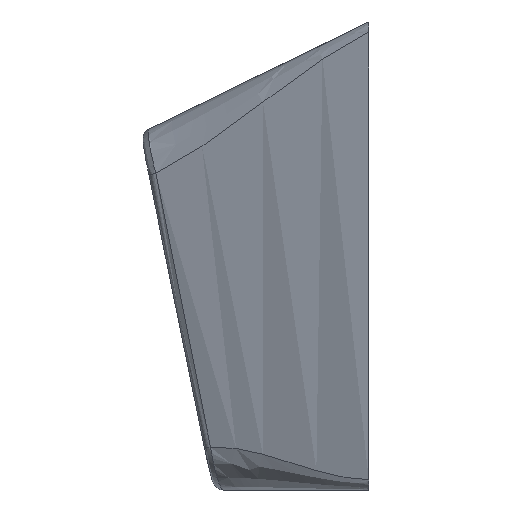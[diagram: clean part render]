
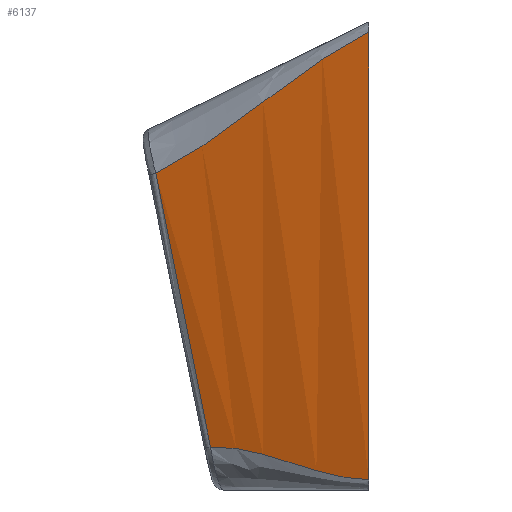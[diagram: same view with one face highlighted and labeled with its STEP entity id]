
A CAD part, left-side view. The second image highlights one B-rep face of the part: STEP entity #6137.
In plain terms, the highlighted free-form (B-spline) face has degree [3, 1] with [6, 2] control points.
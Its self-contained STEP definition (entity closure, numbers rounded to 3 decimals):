
#3783=VERTEX_POINT('',#3784);
#3784=CARTESIAN_POINT('',(2.905,8.192,-5.827));
#3904=VERTEX_POINT('',#3905);
#3905=CARTESIAN_POINT('',(2.886,6.093,-16.347));
#3911=EDGE_CURVE('',#3904,#3783,#3912,.F.);
#3912=B_SPLINE_CURVE_WITH_KNOTS('',3,(#3913,#3914,#3915,#3916,#3917,#3918,#3919,#3920,#3921,#3922),.UNSPECIFIED.,.F.,.U.,(4,2,2,2,4),(-5.158,0.,5.364,10.728,15.887),.UNSPECIFIED.);
#3913=CARTESIAN_POINT('',(2.913,9.209,-0.77));
#3914=CARTESIAN_POINT('',(2.91,8.869,-2.456));
#3915=CARTESIAN_POINT('',(2.908,8.53,-4.141));
#3916=CARTESIAN_POINT('',(2.902,7.84,-7.58));
#3917=CARTESIAN_POINT('',(2.899,7.489,-9.333));
#3918=CARTESIAN_POINT('',(2.893,6.789,-12.84));
#3919=CARTESIAN_POINT('',(2.889,6.44,-14.593));
#3920=CARTESIAN_POINT('',(2.883,5.759,-18.034));
#3921=CARTESIAN_POINT('',(2.88,5.426,-19.721));
#3922=CARTESIAN_POINT('',(2.877,5.095,-21.408));
#6013=EDGE_CURVE('',#3783,#6014,#6016,.F.);
#6014=VERTEX_POINT('',#6015);
#6015=CARTESIAN_POINT('',(0.0,0.0,-0.383));
#6016=B_SPLINE_CURVE_WITH_KNOTS('',4,(#6017,#6018,#6019,#6020,#6021,#6022,#6023,#6024,#6025,#6026,#6027,#6028,#6029,#6030,#6031,#6032,#6033,#6034,#6035,#6036,#6037,#6038,#6039,#6040,#6041,#6042,#6043,#6044,#6045,#6046,#6047,#6048,#6049,#6050,#6051,#6052,#6053,#6054,#6055,#6056,#6057),.UNSPECIFIED.,.F.,.U.,(5,4,4,4,4,4,4,4,4,4,5),(0.0,0.125,0.25,0.375,0.5,0.625,0.75,0.875,0.938,0.969,0.97),.UNSPECIFIED.);
#6017=CARTESIAN_POINT('',(0.,0.,-0.383));
#6018=CARTESIAN_POINT('',(0.092,0.267,-0.517));
#6019=CARTESIAN_POINT('',(0.185,0.539,-0.664));
#6020=CARTESIAN_POINT('',(0.28,0.815,-0.823));
#6021=CARTESIAN_POINT('',(0.377,1.096,-0.993));
#6022=CARTESIAN_POINT('',(0.464,1.35,-1.148));
#6023=CARTESIAN_POINT('',(0.555,1.612,-1.315));
#6024=CARTESIAN_POINT('',(0.648,1.881,-1.494));
#6025=CARTESIAN_POINT('',(0.744,2.157,-1.683));
#6026=CARTESIAN_POINT('',(0.827,2.394,-1.847));
#6027=CARTESIAN_POINT('',(0.915,2.647,-2.026));
#6028=CARTESIAN_POINT('',(1.008,2.914,-2.219));
#6029=CARTESIAN_POINT('',(1.107,3.195,-2.426));
#6030=CARTESIAN_POINT('',(1.177,3.392,-2.572));
#6031=CARTESIAN_POINT('',(1.261,3.63,-2.75));
#6032=CARTESIAN_POINT('',(1.359,3.906,-2.958));
#6033=CARTESIAN_POINT('',(1.471,4.222,-3.195));
#6034=CARTESIAN_POINT('',(1.613,4.619,-3.495));
#6035=CARTESIAN_POINT('',(1.722,4.922,-3.72));
#6036=CARTESIAN_POINT('',(1.798,5.131,-3.876));
#6037=CARTESIAN_POINT('',(1.84,5.249,-3.962));
#6038=CARTESIAN_POINT('',(1.946,5.542,-4.177));
#6039=CARTESIAN_POINT('',(2.044,5.813,-4.37));
#6040=CARTESIAN_POINT('',(2.134,6.062,-4.544));
#6041=CARTESIAN_POINT('',(2.217,6.289,-4.698));
#6042=CARTESIAN_POINT('',(2.321,6.575,-4.89));
#6043=CARTESIAN_POINT('',(2.419,6.847,-5.067));
#6044=CARTESIAN_POINT('',(2.514,7.107,-5.227));
#6045=CARTESIAN_POINT('',(2.604,7.355,-5.373));
#6046=CARTESIAN_POINT('',(2.654,7.495,-5.455));
#6047=CARTESIAN_POINT('',(2.704,7.633,-5.533));
#6048=CARTESIAN_POINT('',(2.753,7.769,-5.607));
#6049=CARTESIAN_POINT('',(2.801,7.902,-5.677));
#6050=CARTESIAN_POINT('',(2.821,7.959,-5.708));
#6051=CARTESIAN_POINT('',(2.845,8.025,-5.742));
#6052=CARTESIAN_POINT('',(2.871,8.098,-5.779));
#6053=CARTESIAN_POINT('',(2.9,8.179,-5.82));
#6054=CARTESIAN_POINT('',(2.901,8.182,-5.822));
#6055=CARTESIAN_POINT('',(2.903,8.186,-5.824));
#6056=CARTESIAN_POINT('',(2.904,8.189,-5.825));
#6057=CARTESIAN_POINT('',(2.905,8.192,-5.827));
#6137=ADVANCED_FACE('',(#6138),#6197,.F.);
#6138=FACE_BOUND('',#6139,.T.);
#6139=EDGE_LOOP('',(#6140,#6141,#6142,#6191));
#6140=ORIENTED_EDGE('',*,*,#6013,.F.);
#6141=ORIENTED_EDGE('',*,*,#3911,.F.);
#6142=ORIENTED_EDGE('',*,*,#6143,.T.);
#6143=EDGE_CURVE('',#3904,#6144,#6146,.T.);
#6144=VERTEX_POINT('',#6145);
#6145=CARTESIAN_POINT('',(0.0,0.0,-17.6));
#6146=B_SPLINE_CURVE_WITH_KNOTS('',4,(#6147,#6148,#6149,#6150,#6151,#6152,#6153,#6154,#6155,#6156,#6157,#6158,#6159,#6160,#6161,#6162,#6163,#6164,#6165,#6166,#6167,#6168,#6169,#6170,#6171,#6172,#6173,#6174,#6175,#6176,#6177,#6178,#6179,#6180,#6181,#6182,#6183,#6184,#6185,#6186,#6187,#6188,#6189,#6190),.UNSPECIFIED.,.F.,.U.,(5,4,4,4,4,4,4,3,4,4,4,5),(0.035,0.063,0.125,0.25,0.375,0.438,0.5,0.509,0.625,0.75,0.875,1.0),.UNSPECIFIED.);
#6147=CARTESIAN_POINT('',(2.886,6.093,-16.347));
#6148=CARTESIAN_POINT('',(2.862,6.042,-16.346));
#6149=CARTESIAN_POINT('',(2.842,5.999,-16.345));
#6150=CARTESIAN_POINT('',(2.826,5.965,-16.345));
#6151=CARTESIAN_POINT('',(2.813,5.938,-16.344));
#6152=CARTESIAN_POINT('',(2.767,5.839,-16.344));
#6153=CARTESIAN_POINT('',(2.721,5.739,-16.346));
#6154=CARTESIAN_POINT('',(2.675,5.64,-16.351));
#6155=CARTESIAN_POINT('',(2.629,5.54,-16.358));
#6156=CARTESIAN_POINT('',(2.544,5.358,-16.371));
#6157=CARTESIAN_POINT('',(2.456,5.165,-16.393));
#6158=CARTESIAN_POINT('',(2.362,4.961,-16.425));
#6159=CARTESIAN_POINT('',(2.263,4.746,-16.467));
#6160=CARTESIAN_POINT('',(2.186,4.577,-16.501));
#6161=CARTESIAN_POINT('',(2.099,4.389,-16.543));
#6162=CARTESIAN_POINT('',(2.004,4.181,-16.595));
#6163=CARTESIAN_POINT('',(1.899,3.954,-16.659));
#6164=CARTESIAN_POINT('',(1.862,3.873,-16.681));
#6165=CARTESIAN_POINT('',(1.819,3.78,-16.708));
#6166=CARTESIAN_POINT('',(1.77,3.675,-16.739));
#6167=CARTESIAN_POINT('',(1.716,3.558,-16.774));
#6168=CARTESIAN_POINT('',(1.67,3.459,-16.804));
#6169=CARTESIAN_POINT('',(1.624,3.36,-16.835));
#6170=CARTESIAN_POINT('',(1.578,3.261,-16.866));
#6171=CARTESIAN_POINT('',(1.531,3.163,-16.897));
#6172=CARTESIAN_POINT('',(1.523,3.146,-16.903));
#6173=CARTESIAN_POINT('',(1.516,3.129,-16.908));
#6174=CARTESIAN_POINT('',(1.508,3.112,-16.913));
#6175=CARTESIAN_POINT('',(1.404,2.89,-16.984));
#6176=CARTESIAN_POINT('',(1.315,2.701,-17.045));
#6177=CARTESIAN_POINT('',(1.233,2.529,-17.1));
#6178=CARTESIAN_POINT('',(1.158,2.371,-17.149));
#6179=CARTESIAN_POINT('',(1.055,2.157,-17.215));
#6180=CARTESIAN_POINT('',(0.958,1.954,-17.275));
#6181=CARTESIAN_POINT('',(0.865,1.762,-17.329));
#6182=CARTESIAN_POINT('',(0.777,1.581,-17.375));
#6183=CARTESIAN_POINT('',(0.676,1.372,-17.428));
#6184=CARTESIAN_POINT('',(0.578,1.172,-17.473));
#6185=CARTESIAN_POINT('',(0.483,0.978,-17.51));
#6186=CARTESIAN_POINT('',(0.39,0.79,-17.539));
#6187=CARTESIAN_POINT('',(0.291,0.589,-17.569));
#6188=CARTESIAN_POINT('',(0.193,0.391,-17.59));
#6189=CARTESIAN_POINT('',(0.096,0.194,-17.6));
#6190=CARTESIAN_POINT('',(0.,0.,-17.6));
#6191=ORIENTED_EDGE('',*,*,#6192,.T.);
#6192=EDGE_CURVE('',#6144,#6014,#6193,.T.);
#6193=LINE('',#6194,#6195);
#6194=CARTESIAN_POINT('',(0.0,0.0,0.0));
#6195=VECTOR('',#6196,1.0);
#6196=DIRECTION('',(0.0,0.0,1.0));
#6197=B_SPLINE_SURFACE_WITH_KNOTS('',3,1,((#6198,#6199),(#6200,#6201),(#6202,#6203),(#6204,#6205),(#6206,#6207),(#6208,#6209)),.UNSPECIFIED.,.F.,.F.,.U.,(4,2,4),(2,2),(0.0,0.5,1.0),(0.0,1.0),.UNSPECIFIED.);
#6198=CARTESIAN_POINT('',(0.0,0.0,-18.0));
#6199=CARTESIAN_POINT('',(0.0,0.0,0.0));
#6200=CARTESIAN_POINT('',(0.5,1.0,-18.0));
#6201=CARTESIAN_POINT('',(0.5,1.467,-0.714));
#6202=CARTESIAN_POINT('',(1.0,2.0,-18.0));
#6203=CARTESIAN_POINT('',(1.0,2.933,-1.428));
#6204=CARTESIAN_POINT('',(2.0,4.0,-18.0));
#6205=CARTESIAN_POINT('',(2.0,5.867,-2.855));
#6206=CARTESIAN_POINT('',(2.5,5.0,-18.0));
#6207=CARTESIAN_POINT('',(2.5,7.333,-3.569));
#6208=CARTESIAN_POINT('',(3.0,6.0,-18.0));
#6209=CARTESIAN_POINT('',(3.0,8.8,-4.283));
